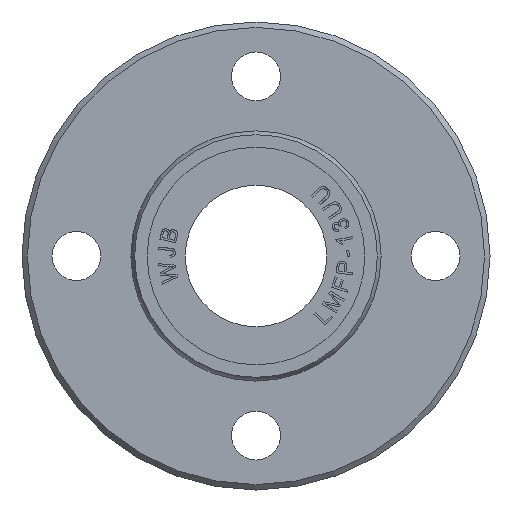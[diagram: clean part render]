
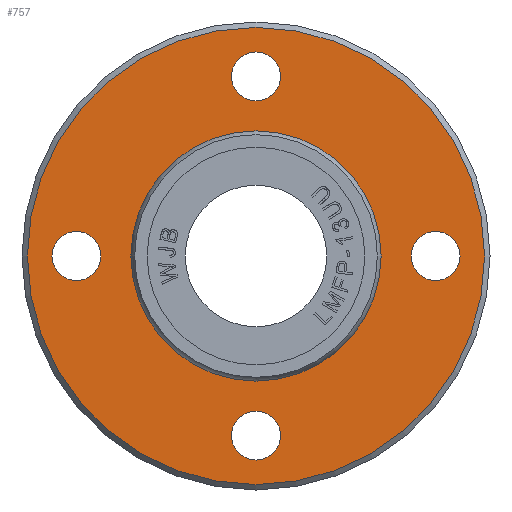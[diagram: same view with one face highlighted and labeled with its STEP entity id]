
A CAD part, left-side view. The second image highlights one B-rep face of the part: STEP entity #757.
In plain terms, the highlighted planar face has unit normal (-1, 0, 0).
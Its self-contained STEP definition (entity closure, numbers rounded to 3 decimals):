
#528=PLANE('',#6578);
#757=ADVANCED_FACE('',(#1271,#1272,#1273,#1274,#1275,#1276),#528,.T.);
#1170=CIRCLE('',#6569,21.);
#1172=CIRCLE('',#6573,11.286);
#1173=CIRCLE('',#6574,2.25);
#1174=CIRCLE('',#6575,2.25);
#1175=CIRCLE('',#6576,2.25);
#1176=CIRCLE('',#6577,2.25);
#1271=FACE_BOUND('',#1390,.T.);
#1272=FACE_BOUND('',#1391,.T.);
#1273=FACE_BOUND('',#1392,.T.);
#1274=FACE_BOUND('',#1393,.T.);
#1275=FACE_BOUND('',#1394,.T.);
#1276=FACE_BOUND('',#1395,.T.);
#1390=EDGE_LOOP('',(#3104));
#1391=EDGE_LOOP('',(#3105));
#1392=EDGE_LOOP('',(#3106));
#1393=EDGE_LOOP('',(#3107));
#1394=EDGE_LOOP('',(#3108));
#1395=EDGE_LOOP('',(#3109));
#3104=ORIENTED_EDGE('',*,*,#5483,.F.);
#3105=ORIENTED_EDGE('',*,*,#5485,.F.);
#3106=ORIENTED_EDGE('',*,*,#5486,.T.);
#3107=ORIENTED_EDGE('',*,*,#5487,.T.);
#3108=ORIENTED_EDGE('',*,*,#5488,.T.);
#3109=ORIENTED_EDGE('',*,*,#5489,.T.);
#4879=VERTEX_POINT('',#9767);
#4881=VERTEX_POINT('',#9773);
#4882=VERTEX_POINT('',#9775);
#4883=VERTEX_POINT('',#9777);
#4884=VERTEX_POINT('',#9779);
#4885=VERTEX_POINT('',#9781);
#5483=EDGE_CURVE('',#4879,#4879,#1170,.T.);
#5485=EDGE_CURVE('',#4881,#4881,#1172,.T.);
#5486=EDGE_CURVE('',#4882,#4882,#1173,.T.);
#5487=EDGE_CURVE('',#4883,#4883,#1174,.T.);
#5488=EDGE_CURVE('',#4884,#4884,#1175,.T.);
#5489=EDGE_CURVE('',#4885,#4885,#1176,.T.);
#6569=AXIS2_PLACEMENT_3D('',#9766,#7119,#7120);
#6573=AXIS2_PLACEMENT_3D('',#9772,#7127,#7128);
#6574=AXIS2_PLACEMENT_3D('',#9774,#7129,#7130);
#6575=AXIS2_PLACEMENT_3D('',#9776,#7131,#7132);
#6576=AXIS2_PLACEMENT_3D('',#9778,#7133,#7134);
#6577=AXIS2_PLACEMENT_3D('',#9780,#7135,#7136);
#6578=AXIS2_PLACEMENT_3D('',#9782,#7137,#7138);
#7119=DIRECTION('',(1.,0.,0.));
#7120=DIRECTION('',(0.,0.,-1.));
#7127=DIRECTION('',(-1.,0.,0.));
#7128=DIRECTION('',(0.,0.,1.));
#7129=DIRECTION('',(1.,0.,0.));
#7130=DIRECTION('',(0.,1.,0.));
#7131=DIRECTION('',(1.,0.,0.));
#7132=DIRECTION('',(0.,1.,0.));
#7133=DIRECTION('',(1.,0.,0.));
#7134=DIRECTION('',(0.,1.,0.));
#7135=DIRECTION('',(1.,0.,0.));
#7136=DIRECTION('',(0.,1.,0.));
#7137=DIRECTION('',(-1.,0.,0.));
#7138=DIRECTION('',(0.,0.,1.));
#9766=CARTESIAN_POINT('',(6.,0.,0.));
#9767=CARTESIAN_POINT('',(6.,0.,21.));
#9772=CARTESIAN_POINT('',(6.,0.,0.));
#9773=CARTESIAN_POINT('',(6.,0.,11.286));
#9774=CARTESIAN_POINT('',(6.,16.5,0.));
#9775=CARTESIAN_POINT('',(6.,14.25,0.));
#9776=CARTESIAN_POINT('',(6.,-16.5,0.));
#9777=CARTESIAN_POINT('',(6.,-18.75,0.));
#9778=CARTESIAN_POINT('',(6.,0.,16.5));
#9779=CARTESIAN_POINT('',(6.,-2.25,16.5));
#9780=CARTESIAN_POINT('',(6.,0.,-16.5));
#9781=CARTESIAN_POINT('',(6.,-2.25,-16.5));
#9782=CARTESIAN_POINT('',(6.,0.,16.393));
